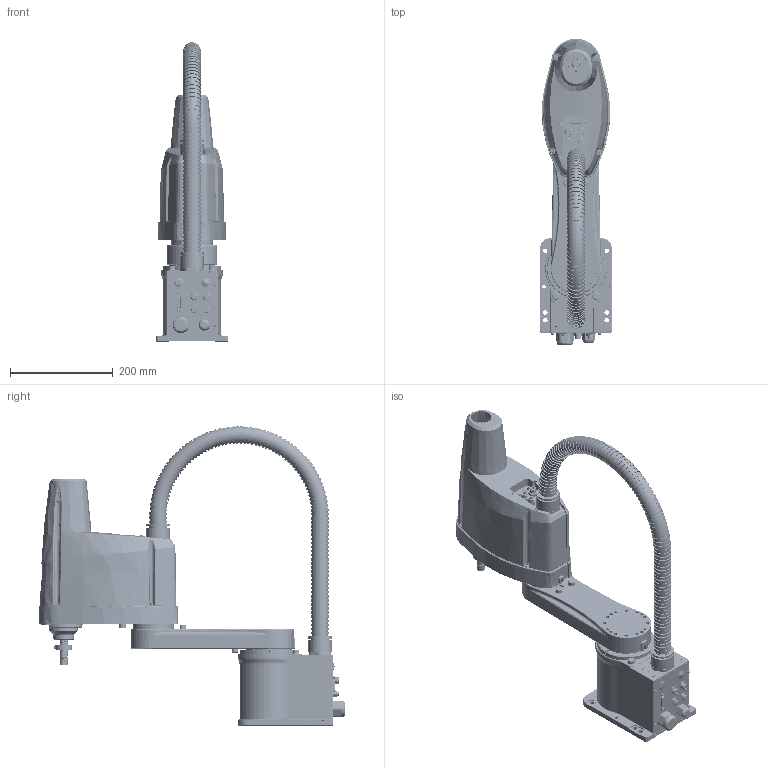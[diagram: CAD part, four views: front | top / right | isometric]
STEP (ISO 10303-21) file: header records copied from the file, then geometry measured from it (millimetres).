
FILE_DESCRIPTION (( 'STEP AP203' ), '1' );
FILE_NAME ('TM3-R400_²»´ølogo.STEP', '2021-05-12T06:11:27', ( '' ), ( '' ), 'SwSTEP 2.0', 'SolidWorks 2017', '' );
FILE_SCHEMA (( 'CONFIG_CONTROL_DESIGN' ));
Length unit declared in the file: millimetre
Products named in the file (6): 葩璃 J2_1^TM3-R400_祥湍logo; 葩璃 J3_1^TM3-R400_祥湍logo; 葩璃 J1_1^TM3-R400_祥湍logo; TM3-R400_祥湍logo; 葩璃 J4_1^TM3-R400_祥湍logo; 葩璃 400-檢奪^TM3-R400_祥湍logo
Assembly tree (5 placements, depth 2):
  TM3-R400_祥湍logo
    葩璃 J1_1^TM3-R400_祥湍logo
    葩璃 J2_1^TM3-R400_祥湍logo
    葩璃 J3_1^TM3-R400_祥湍logo
    葩璃 J4_1^TM3-R400_祥湍logo
    葩璃 400-檢奪^TM3-R400_祥湍logo
Bounding box: 140 x 597.5 x 583.89 mm (x, y, z)
Volume: 2572181.2 mm3; surface area: 1085494.7 mm2
Topology: 13 solids, 106 shells, 5165 faces, 12416 edges, 7865 vertices
Faces by surface type: cylinder 1897, plane 1613, bspline 852, cone 728, torus 74, sphere 1
Entity records: 234850 total; most frequent: CARTESIAN_POINT 123863, ORIENTED_EDGE 24566, DIRECTION 20534, EDGE_CURVE 12317, AXIS2_PLACEMENT_3D 8083, VERTEX_POINT 7865, EDGE_LOOP 5785, ADVANCED_FACE 5165
